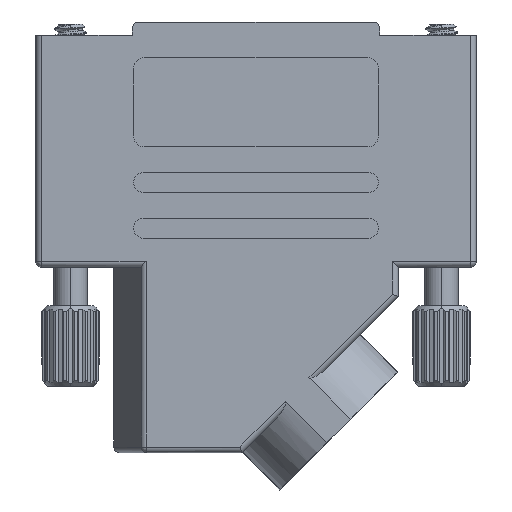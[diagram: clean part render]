
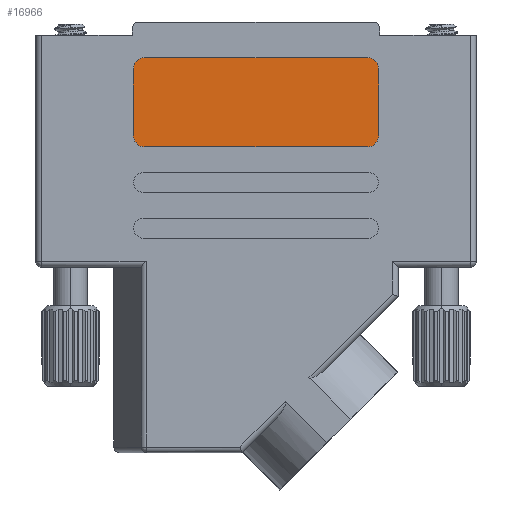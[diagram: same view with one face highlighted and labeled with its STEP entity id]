
A CAD part, front view. The second image highlights one B-rep face of the part: STEP entity #16966.
In plain terms, the highlighted planar face has unit normal (0, -1, 0).
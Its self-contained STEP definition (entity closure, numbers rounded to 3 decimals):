
#248 = CARTESIAN_POINT ( 'NONE',  ( -11., -7.05, -9. ) ) ;
#298 = CARTESIAN_POINT ( 'NONE',  ( -11., -7.05, -3. ) ) ;
#699 = VECTOR ( 'NONE', #7453, 1000. ) ;
#1237 = EDGE_CURVE ( 'NONE', #7086, #19023, #14185, .T. ) ;
#1280 = DIRECTION ( 'NONE',  ( 0., -1., 0. ) ) ;
#1658 = DIRECTION ( 'NONE',  ( 0., 1., 0. ) ) ;
#1660 = VERTEX_POINT ( 'NONE', #298 ) ;
#1673 = ORIENTED_EDGE ( 'NONE', *, *, #4936, .T. ) ;
#2467 = CARTESIAN_POINT ( 'NONE',  ( 11., -7.05, -3. ) ) ;
#2468 = ORIENTED_EDGE ( 'NONE', *, *, #1237, .T. ) ;
#2563 = EDGE_CURVE ( 'NONE', #2631, #3052, #18008, .T. ) ;
#2631 = VERTEX_POINT ( 'NONE', #20160 ) ;
#2802 = ORIENTED_EDGE ( 'NONE', *, *, #3426, .T. ) ;
#3052 = VERTEX_POINT ( 'NONE', #16501 ) ;
#3404 = VECTOR ( 'NONE', #10615, 1000. ) ;
#3426 = EDGE_CURVE ( 'NONE', #19023, #1660, #7584, .T. ) ;
#3705 = CIRCLE ( 'NONE', #18786, 1. ) ;
#3936 = CARTESIAN_POINT ( 'NONE',  ( 10., -7.05, -2. ) ) ;
#4054 = CARTESIAN_POINT ( 'NONE',  ( 10., -7.05, -2. ) ) ;
#4936 = EDGE_CURVE ( 'NONE', #9587, #2631, #15881, .T. ) ;
#5261 = FACE_OUTER_BOUND ( 'NONE', #16356, .T. ) ;
#5370 = VECTOR ( 'NONE', #10936, 1000. ) ;
#5896 = AXIS2_PLACEMENT_3D ( 'NONE', #7071, #1658, #15498 ) ;
#5984 = ORIENTED_EDGE ( 'NONE', *, *, #13955, .T. ) ;
#6536 = AXIS2_PLACEMENT_3D ( 'NONE', #10646, #17505, #15805 ) ;
#6544 = ORIENTED_EDGE ( 'NONE', *, *, #2563, .T. ) ;
#6847 = PLANE ( 'NONE',  #5896 ) ;
#7071 = CARTESIAN_POINT ( 'NONE',  ( 10., -7.05, -3. ) ) ;
#7086 = VERTEX_POINT ( 'NONE', #3936 ) ;
#7453 = DIRECTION ( 'NONE',  ( 0., 0., 1. ) ) ;
#7584 = CIRCLE ( 'NONE', #11542, 1. ) ;
#7742 = CIRCLE ( 'NONE', #20321, 1. ) ;
#8054 = DIRECTION ( 'NONE',  ( 0., -1., 0. ) ) ;
#8059 = DIRECTION ( 'NONE',  ( 0., 0., 1. ) ) ;
#8464 = CARTESIAN_POINT ( 'NONE',  ( -10., -7.05, -2. ) ) ;
#9213 = LINE ( 'NONE', #21253, #19944 ) ;
#9370 = LINE ( 'NONE', #20847, #3404 ) ;
#9587 = VERTEX_POINT ( 'NONE', #21569 ) ;
#9981 = DIRECTION ( 'NONE',  ( 0., 0., 1. ) ) ;
#10615 = DIRECTION ( 'NONE',  ( 0., 0., -1. ) ) ;
#10646 = CARTESIAN_POINT ( 'NONE',  ( 10., -7.05, -9. ) ) ;
#10834 = EDGE_CURVE ( 'NONE', #1660, #14714, #9370, .T. ) ;
#10936 = DIRECTION ( 'NONE',  ( -1., 0., 0. ) ) ;
#11542 = AXIS2_PLACEMENT_3D ( 'NONE', #18404, #1280, #8059 ) ;
#11786 = DIRECTION ( 'NONE',  ( 0., -1., 0. ) ) ;
#12280 = ORIENTED_EDGE ( 'NONE', *, *, #10834, .T. ) ;
#12629 = EDGE_CURVE ( 'NONE', #3052, #7086, #7742, .T. ) ;
#13332 = CARTESIAN_POINT ( 'NONE',  ( -10., -7.05, -9. ) ) ;
#13955 = EDGE_CURVE ( 'NONE', #16486, #9587, #9213, .T. ) ;
#14185 = LINE ( 'NONE', #4054, #5370 ) ;
#14360 = ORIENTED_EDGE ( 'NONE', *, *, #20256, .T. ) ;
#14487 = CARTESIAN_POINT ( 'NONE',  ( 10., -7.05, -3. ) ) ;
#14714 = VERTEX_POINT ( 'NONE', #248 ) ;
#14793 = DIRECTION ( 'NONE',  ( 0., 0., 1. ) ) ;
#15498 = DIRECTION ( 'NONE',  ( 0., 0., 1. ) ) ;
#15805 = DIRECTION ( 'NONE',  ( 0., 0., 1. ) ) ;
#15881 = CIRCLE ( 'NONE', #6536, 1. ) ;
#16356 = EDGE_LOOP ( 'NONE', ( #20007, #2468, #2802, #12280, #14360, #5984, #1673, #6544 ) ) ;
#16486 = VERTEX_POINT ( 'NONE', #21864 ) ;
#16501 = CARTESIAN_POINT ( 'NONE',  ( 11., -7.05, -3. ) ) ;
#16966 = ADVANCED_FACE ( 'NONE', ( #5261 ), #6847, .F. ) ;
#17505 = DIRECTION ( 'NONE',  ( 0., -1., 0. ) ) ;
#18008 = LINE ( 'NONE', #2467, #699 ) ;
#18404 = CARTESIAN_POINT ( 'NONE',  ( -10., -7.05, -3. ) ) ;
#18786 = AXIS2_PLACEMENT_3D ( 'NONE', #13332, #8054, #14793 ) ;
#19023 = VERTEX_POINT ( 'NONE', #8464 ) ;
#19944 = VECTOR ( 'NONE', #21366, 1000. ) ;
#20007 = ORIENTED_EDGE ( 'NONE', *, *, #12629, .T. ) ;
#20160 = CARTESIAN_POINT ( 'NONE',  ( 11., -7.05, -9. ) ) ;
#20256 = EDGE_CURVE ( 'NONE', #14714, #16486, #3705, .T. ) ;
#20321 = AXIS2_PLACEMENT_3D ( 'NONE', #14487, #11786, #9981 ) ;
#20847 = CARTESIAN_POINT ( 'NONE',  ( -11., -7.05, -3. ) ) ;
#21253 = CARTESIAN_POINT ( 'NONE',  ( 10., -7.05, -10. ) ) ;
#21366 = DIRECTION ( 'NONE',  ( 1., 0., 0. ) ) ;
#21569 = CARTESIAN_POINT ( 'NONE',  ( 10., -7.05, -10. ) ) ;
#21864 = CARTESIAN_POINT ( 'NONE',  ( -10., -7.05, -10. ) ) ;
